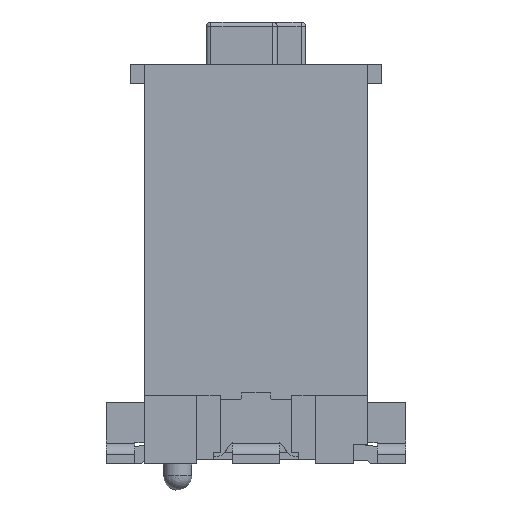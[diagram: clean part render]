
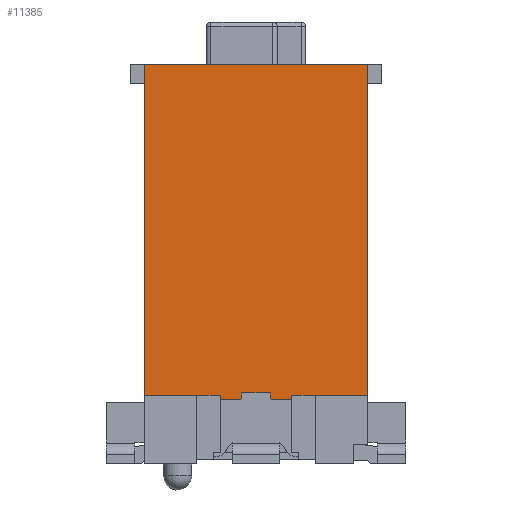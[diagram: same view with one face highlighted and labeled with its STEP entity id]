
A CAD part, front view. The second image highlights one B-rep face of the part: STEP entity #11385.
In plain terms, the highlighted planar face has unit normal (0, -1, 0).
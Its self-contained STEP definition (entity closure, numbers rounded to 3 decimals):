
#2420 = VERTEX_POINT('',#2421);
#2421 = CARTESIAN_POINT('',(-2.35,-7.,8.4));
#2427 = EDGE_CURVE('',#2428,#2420,#2430,.T.);
#2428 = VERTEX_POINT('',#2429);
#2429 = CARTESIAN_POINT('',(2.35,-7.,8.4));
#2430 = LINE('',#2431,#2432);
#2431 = CARTESIAN_POINT('',(-0.15,-7.,8.4));
#2432 = VECTOR('',#2433,1.);
#2433 = DIRECTION('',(-1.,0.,0.));
#10817 = VERTEX_POINT('',#10818);
#10818 = CARTESIAN_POINT('',(-2.35,-7.,1.308));
#10824 = EDGE_CURVE('',#10817,#2420,#10825,.T.);
#10825 = LINE('',#10826,#10827);
#10826 = CARTESIAN_POINT('',(-2.35,-7.,0.4));
#10827 = VECTOR('',#10828,1.);
#10828 = DIRECTION('',(0.,0.,1.));
#11022 = VERTEX_POINT('',#11023);
#11023 = CARTESIAN_POINT('',(2.35,-7.,1.308));
#11029 = EDGE_CURVE('',#11022,#2428,#11030,.T.);
#11030 = LINE('',#11031,#11032);
#11031 = CARTESIAN_POINT('',(2.35,-7.,0.4));
#11032 = VECTOR('',#11033,1.);
#11033 = DIRECTION('',(0.,0.,1.));
#11385 = ADVANCED_FACE('',(#11386),#11463,.T.);
#11386 = FACE_BOUND('',#11387,.T.);
#11387 = EDGE_LOOP('',(#11388,#11396,#11397,#11398,#11399,#11407,#11415,
    #11424,#11432,#11440,#11448,#11457));
#11388 = ORIENTED_EDGE('',*,*,#11389,.T.);
#11389 = EDGE_CURVE('',#11390,#11022,#11392,.T.);
#11390 = VERTEX_POINT('',#11391);
#11391 = CARTESIAN_POINT('',(2.3,-7.,1.35));
#11392 = LINE('',#11393,#11394);
#11393 = CARTESIAN_POINT('',(2.3,-7.,1.35));
#11394 = VECTOR('',#11395,1.);
#11395 = DIRECTION('',(0.768,0.,
    -0.64));
#11396 = ORIENTED_EDGE('',*,*,#11029,.T.);
#11397 = ORIENTED_EDGE('',*,*,#2427,.T.);
#11398 = ORIENTED_EDGE('',*,*,#10824,.F.);
#11399 = ORIENTED_EDGE('',*,*,#11400,.F.);
#11400 = EDGE_CURVE('',#11401,#10817,#11403,.T.);
#11401 = VERTEX_POINT('',#11402);
#11402 = CARTESIAN_POINT('',(-2.3,-7.,1.35));
#11403 = LINE('',#11404,#11405);
#11404 = CARTESIAN_POINT('',(-2.3,-7.,1.35));
#11405 = VECTOR('',#11406,1.);
#11406 = DIRECTION('',(-0.768,0.,
    -0.64));
#11407 = ORIENTED_EDGE('',*,*,#11408,.F.);
#11408 = EDGE_CURVE('',#11409,#11401,#11411,.T.);
#11409 = VERTEX_POINT('',#11410);
#11410 = CARTESIAN_POINT('',(-0.35,-7.,1.35));
#11411 = LINE('',#11412,#11413);
#11412 = CARTESIAN_POINT('',(-0.3,-7.,1.35));
#11413 = VECTOR('',#11414,1.);
#11414 = DIRECTION('',(-1.,0.,0.));
#11415 = ORIENTED_EDGE('',*,*,#11416,.F.);
#11416 = EDGE_CURVE('',#11417,#11409,#11419,.T.);
#11417 = VERTEX_POINT('',#11418);
#11418 = CARTESIAN_POINT('',(-0.3,-7.,1.4));
#11419 = CIRCLE('',#11420,0.05);
#11420 = AXIS2_PLACEMENT_3D('',#11421,#11422,#11423);
#11421 = CARTESIAN_POINT('',(-0.35,-7.,1.4));
#11422 = DIRECTION('',(0.,1.,0.));
#11423 = DIRECTION('',(0.,0.,1.));
#11424 = ORIENTED_EDGE('',*,*,#11425,.F.);
#11425 = EDGE_CURVE('',#11426,#11417,#11428,.T.);
#11426 = VERTEX_POINT('',#11427);
#11427 = CARTESIAN_POINT('',(-0.3,-7.,1.5));
#11428 = LINE('',#11429,#11430);
#11429 = CARTESIAN_POINT('',(-0.3,-7.,1.5));
#11430 = VECTOR('',#11431,1.);
#11431 = DIRECTION('',(0.,0.,-1.));
#11432 = ORIENTED_EDGE('',*,*,#11433,.F.);
#11433 = EDGE_CURVE('',#11434,#11426,#11436,.T.);
#11434 = VERTEX_POINT('',#11435);
#11435 = CARTESIAN_POINT('',(0.3,-7.,1.5));
#11436 = LINE('',#11437,#11438);
#11437 = CARTESIAN_POINT('',(0.3,-7.,1.5));
#11438 = VECTOR('',#11439,1.);
#11439 = DIRECTION('',(-1.,0.,0.));
#11440 = ORIENTED_EDGE('',*,*,#11441,.F.);
#11441 = EDGE_CURVE('',#11442,#11434,#11444,.T.);
#11442 = VERTEX_POINT('',#11443);
#11443 = CARTESIAN_POINT('',(0.3,-7.,1.4));
#11444 = LINE('',#11445,#11446);
#11445 = CARTESIAN_POINT('',(0.3,-7.,1.35));
#11446 = VECTOR('',#11447,1.);
#11447 = DIRECTION('',(0.,0.,1.));
#11448 = ORIENTED_EDGE('',*,*,#11449,.F.);
#11449 = EDGE_CURVE('',#11450,#11442,#11452,.T.);
#11450 = VERTEX_POINT('',#11451);
#11451 = CARTESIAN_POINT('',(0.35,-7.,1.35));
#11452 = CIRCLE('',#11453,0.05);
#11453 = AXIS2_PLACEMENT_3D('',#11454,#11455,#11456);
#11454 = CARTESIAN_POINT('',(0.35,-7.,1.4));
#11455 = DIRECTION('',(0.,1.,0.));
#11456 = DIRECTION('',(0.,0.,1.));
#11457 = ORIENTED_EDGE('',*,*,#11458,.T.);
#11458 = EDGE_CURVE('',#11450,#11390,#11459,.T.);
#11459 = LINE('',#11460,#11461);
#11460 = CARTESIAN_POINT('',(0.3,-7.,1.35));
#11461 = VECTOR('',#11462,1.);
#11462 = DIRECTION('',(1.,-0.,0.));
#11463 = PLANE('',#11464);
#11464 = AXIS2_PLACEMENT_3D('',#11465,#11466,#11467);
#11465 = CARTESIAN_POINT('',(2.35,-7.,0.4));
#11466 = DIRECTION('',(0.,-1.,0.));
#11467 = DIRECTION('',(-1.,0.,0.));
